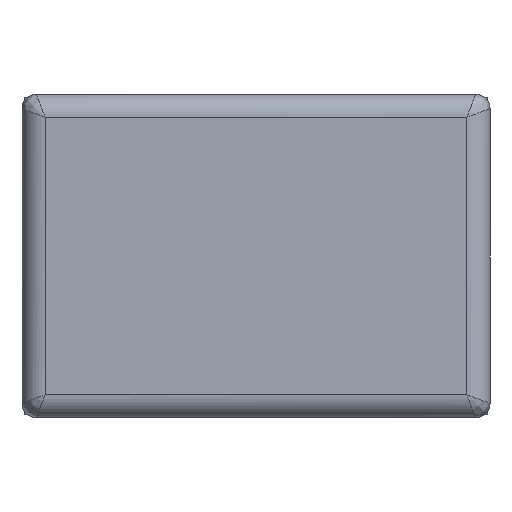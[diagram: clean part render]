
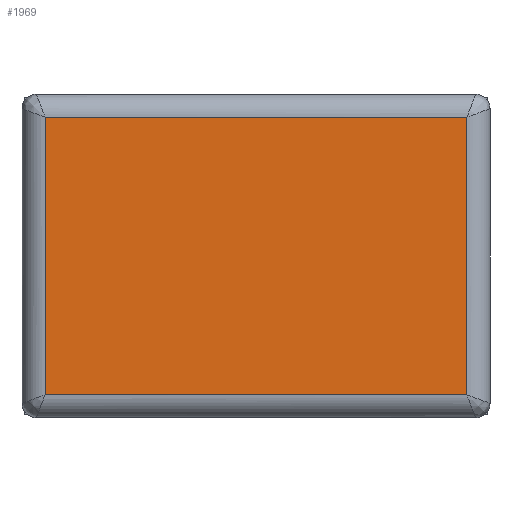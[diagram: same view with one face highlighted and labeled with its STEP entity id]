
A CAD part, left-side view. The second image highlights one B-rep face of the part: STEP entity #1969.
In plain terms, the highlighted planar face has unit normal (-1, 0, 0).
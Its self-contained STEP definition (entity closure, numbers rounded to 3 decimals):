
#31 = DIRECTION ( 'NONE',  ( 0., 0., -1. ) ) ;
#36 = LINE ( 'NONE', #2013, #200 ) ;
#92 = EDGE_CURVE ( 'NONE', #351, #2199, #36, .T. ) ;
#200 = VECTOR ( 'NONE', #2194, 1000. ) ;
#351 = VERTEX_POINT ( 'NONE', #1921 ) ;
#356 = ORIENTED_EDGE ( 'NONE', *, *, #2198, .T. ) ;
#452 = CARTESIAN_POINT ( 'NONE',  ( -1.6, -0.81, 1.12 ) ) ;
#705 = DIRECTION ( 'NONE',  ( 0., 0., 1. ) ) ;
#742 = DIRECTION ( 'NONE',  ( 0., 0., -1. ) ) ;
#811 = DIRECTION ( 'NONE',  ( 0., 1., 0. ) ) ;
#960 = VECTOR ( 'NONE', #705, 1000. ) ;
#978 = ORIENTED_EDGE ( 'NONE', *, *, #92, .T. ) ;
#983 = PLANE ( 'NONE',  #1653 ) ;
#1018 = CARTESIAN_POINT ( 'NONE',  ( -1.6, 0.73, 1.04 ) ) ;
#1148 = LINE ( 'NONE', #1916, #1523 ) ;
#1203 = CARTESIAN_POINT ( 'NONE',  ( -1.6, -0.81, 1.04 ) ) ;
#1204 = EDGE_CURVE ( 'NONE', #2199, #2347, #1351, .T. ) ;
#1258 = ORIENTED_EDGE ( 'NONE', *, *, #1460, .T. ) ;
#1351 = LINE ( 'NONE', #2111, #960 ) ;
#1367 = FACE_OUTER_BOUND ( 'NONE', #2408, .T. ) ;
#1376 = CARTESIAN_POINT ( 'NONE',  ( -1.6, -0.73, 0.08 ) ) ;
#1460 = EDGE_CURVE ( 'NONE', #2367, #351, #1148, .T. ) ;
#1523 = VECTOR ( 'NONE', #742, 1000. ) ;
#1653 = AXIS2_PLACEMENT_3D ( 'NONE', #452, #2360, #31 ) ;
#1715 = CARTESIAN_POINT ( 'NONE',  ( -1.6, -0.73, 1.04 ) ) ;
#1876 = VECTOR ( 'NONE', #811, 1000. ) ;
#1916 = CARTESIAN_POINT ( 'NONE',  ( -1.6, 0.73, 1.12 ) ) ;
#1921 = CARTESIAN_POINT ( 'NONE',  ( -1.6, 0.73, 0.08 ) ) ;
#1969 = ADVANCED_FACE ( 'NONE', ( #1367 ), #983, .F. ) ;
#2013 = CARTESIAN_POINT ( 'NONE',  ( -1.6, 0., 0.08 ) ) ;
#2111 = CARTESIAN_POINT ( 'NONE',  ( -1.6, -0.73, 1.12 ) ) ;
#2194 = DIRECTION ( 'NONE',  ( 0., -1., 0. ) ) ;
#2198 = EDGE_CURVE ( 'NONE', #2347, #2367, #2382, .T. ) ;
#2199 = VERTEX_POINT ( 'NONE', #1376 ) ;
#2204 = ORIENTED_EDGE ( 'NONE', *, *, #1204, .T. ) ;
#2347 = VERTEX_POINT ( 'NONE', #1715 ) ;
#2360 = DIRECTION ( 'NONE',  ( 1., 0., 0. ) ) ;
#2367 = VERTEX_POINT ( 'NONE', #1018 ) ;
#2382 = LINE ( 'NONE', #1203, #1876 ) ;
#2408 = EDGE_LOOP ( 'NONE', ( #1258, #978, #2204, #356 ) ) ;
